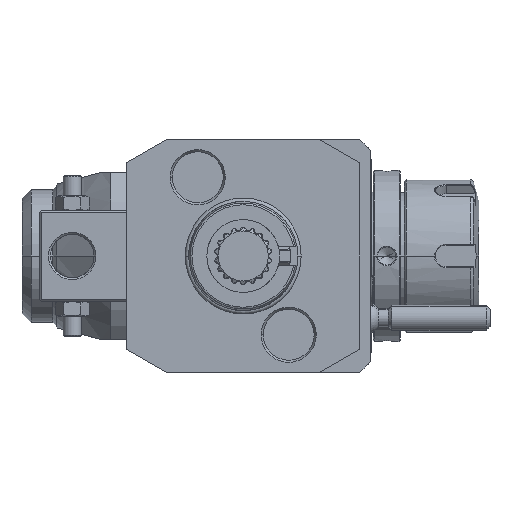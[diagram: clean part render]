
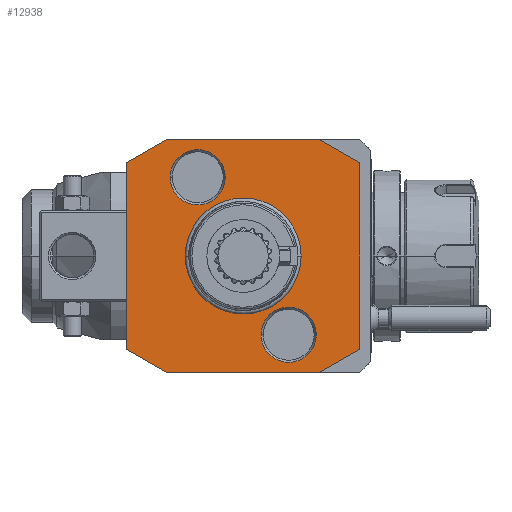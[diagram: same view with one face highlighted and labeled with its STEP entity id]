
A CAD part, front view. The second image highlights one B-rep face of the part: STEP entity #12938.
In plain terms, the highlighted planar face has unit normal (0, -1, 0).
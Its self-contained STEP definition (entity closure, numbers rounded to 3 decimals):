
#1=DIRECTION('',(0.866,0.,-0.5));
#2=VECTOR('',#1,12.702);
#3=CARTESIAN_POINT('',(21.,0.,32.));
#4=LINE('',#3,#2);
#5=DIRECTION('',(0.,0.,1.));
#6=VECTOR('',#5,51.298);
#7=CARTESIAN_POINT('',(32.,0.,-25.649));
#8=LINE('',#7,#6);
#9=DIRECTION('',(-0.866,0.,-0.5));
#10=VECTOR('',#9,12.702);
#11=CARTESIAN_POINT('',(32.,0.,-25.649));
#12=LINE('',#11,#10);
#13=DIRECTION('',(1.,0.,0.));
#14=VECTOR('',#13,42.);
#15=CARTESIAN_POINT('',(-21.,0.,-32.));
#16=LINE('',#15,#14);
#17=DIRECTION('',(0.866,0.,-0.5));
#18=VECTOR('',#17,12.702);
#19=CARTESIAN_POINT('',(-32.,0.,-25.649));
#20=LINE('',#19,#18);
#21=DIRECTION('',(0.,0.,-1.));
#22=VECTOR('',#21,51.298);
#23=CARTESIAN_POINT('',(-32.,0.,25.649));
#24=LINE('',#23,#22);
#25=DIRECTION('',(-0.866,0.,-0.5));
#26=VECTOR('',#25,12.702);
#27=CARTESIAN_POINT('',(-21.,0.,32.));
#28=LINE('',#27,#26);
#29=DIRECTION('',(-1.,0.,0.));
#30=VECTOR('',#29,42.);
#31=CARTESIAN_POINT('',(21.,0.,32.));
#32=LINE('',#31,#30);
#33=CARTESIAN_POINT('',(-12.5,0.,21.651));
#34=DIRECTION('',(0.,1.,0.));
#35=DIRECTION('',(1.,0.,0.));
#36=AXIS2_PLACEMENT_3D('',#33,#34,#35);
#38=CARTESIAN_POINT('',(-12.5,0.,21.651));
#39=DIRECTION('',(0.,1.,0.));
#40=DIRECTION('',(-1.,0.,0.));
#41=AXIS2_PLACEMENT_3D('',#38,#39,#40);
#43=CARTESIAN_POINT('',(12.5,0.,-21.651));
#44=DIRECTION('',(0.,1.,0.));
#45=DIRECTION('',(-1.,0.,0.));
#46=AXIS2_PLACEMENT_3D('',#43,#44,#45);
#48=CARTESIAN_POINT('',(12.5,0.,-21.651));
#49=DIRECTION('',(0.,1.,0.));
#50=DIRECTION('',(1.,0.,0.));
#51=AXIS2_PLACEMENT_3D('',#48,#49,#50);
#7066=CARTESIAN_POINT('',(0.,0.,0.));
#7067=DIRECTION('',(0.,-1.,0.));
#7068=DIRECTION('',(1.,0.,0.));
#7069=AXIS2_PLACEMENT_3D('',#7066,#7067,#7068);
#7071=CARTESIAN_POINT('',(0.,0.,0.));
#7072=DIRECTION('',(0.,-1.,0.));
#7073=DIRECTION('',(-1.,0.,0.));
#7074=AXIS2_PLACEMENT_3D('',#7071,#7072,#7073);
#11548=CARTESIAN_POINT('',(-4.923,0.,21.651));
#11549=CARTESIAN_POINT('',(-20.077,0.,21.651));
#11550=VERTEX_POINT('',#11548);
#11551=VERTEX_POINT('',#11549);
#11660=CARTESIAN_POINT('',(4.923,0.,-21.651));
#11661=CARTESIAN_POINT('',(20.077,0.,-21.651));
#11662=VERTEX_POINT('',#11660);
#11663=VERTEX_POINT('',#11661);
#12510=CARTESIAN_POINT('',(-21.,0.,32.));
#12511=CARTESIAN_POINT('',(-32.,0.,25.649));
#12512=VERTEX_POINT('',#12510);
#12513=VERTEX_POINT('',#12511);
#12514=CARTESIAN_POINT('',(-32.,0.,-25.649));
#12515=VERTEX_POINT('',#12514);
#12516=CARTESIAN_POINT('',(-21.,0.,-32.));
#12517=VERTEX_POINT('',#12516);
#12557=CARTESIAN_POINT('',(21.,0.,32.));
#12558=CARTESIAN_POINT('',(32.,0.,25.649));
#12559=VERTEX_POINT('',#12557);
#12560=VERTEX_POINT('',#12558);
#12561=CARTESIAN_POINT('',(32.,0.,-25.649));
#12562=CARTESIAN_POINT('',(21.,0.,-32.));
#12563=VERTEX_POINT('',#12561);
#12564=VERTEX_POINT('',#12562);
#12749=CARTESIAN_POINT('',(15.783,0.,0.));
#12750=CARTESIAN_POINT('',(-15.783,0.,0.));
#12751=VERTEX_POINT('',#12749);
#12752=VERTEX_POINT('',#12750);
#12897=CARTESIAN_POINT('',(0.,0.,0.));
#12898=DIRECTION('',(0.,-1.,0.));
#12899=DIRECTION('',(-1.,0.,0.));
#12900=AXIS2_PLACEMENT_3D('',#12897,#12898,#12899);
#12901=PLANE('',#12900);
#12903=ORIENTED_EDGE('',*,*,#12902,.T.);
#12905=ORIENTED_EDGE('',*,*,#12904,.F.);
#12907=ORIENTED_EDGE('',*,*,#12906,.T.);
#12909=ORIENTED_EDGE('',*,*,#12908,.F.);
#12911=ORIENTED_EDGE('',*,*,#12910,.F.);
#12913=ORIENTED_EDGE('',*,*,#12912,.F.);
#12915=ORIENTED_EDGE('',*,*,#12914,.F.);
#12917=ORIENTED_EDGE('',*,*,#12916,.F.);
#12918=EDGE_LOOP('',(#12903,#12905,#12907,#12909,#12911,#12913,#12915,#12917));
#12919=FACE_OUTER_BOUND('',#12918,.F.);
#12921=ORIENTED_EDGE('',*,*,#12920,.T.);
#12923=ORIENTED_EDGE('',*,*,#12922,.T.);
#12924=EDGE_LOOP('',(#12921,#12923));
#12925=FACE_BOUND('',#12924,.F.);
#12927=ORIENTED_EDGE('',*,*,#12926,.F.);
#12929=ORIENTED_EDGE('',*,*,#12928,.F.);
#12930=EDGE_LOOP('',(#12927,#12929));
#12931=FACE_BOUND('',#12930,.F.);
#12933=ORIENTED_EDGE('',*,*,#12932,.F.);
#12935=ORIENTED_EDGE('',*,*,#12934,.F.);
#12936=EDGE_LOOP('',(#12933,#12935));
#12937=FACE_BOUND('',#12936,.F.);
#37=CIRCLE('',#36,7.577);
#42=CIRCLE('',#41,7.577);
#47=CIRCLE('',#46,7.577);
#52=CIRCLE('',#51,7.577);
#7070=CIRCLE('',#7069,15.783);
#7075=CIRCLE('',#7074,15.783);
#12902=EDGE_CURVE('',#12559,#12560,#4,.T.);
#12904=EDGE_CURVE('',#12563,#12560,#8,.T.);
#12906=EDGE_CURVE('',#12563,#12564,#12,.T.);
#12908=EDGE_CURVE('',#12517,#12564,#16,.T.);
#12910=EDGE_CURVE('',#12515,#12517,#20,.T.);
#12912=EDGE_CURVE('',#12513,#12515,#24,.T.);
#12914=EDGE_CURVE('',#12512,#12513,#28,.T.);
#12916=EDGE_CURVE('',#12559,#12512,#32,.T.);
#12920=EDGE_CURVE('',#12751,#12752,#7070,.T.);
#12922=EDGE_CURVE('',#12752,#12751,#7075,.T.);
#12926=EDGE_CURVE('',#11550,#11551,#37,.T.);
#12928=EDGE_CURVE('',#11551,#11550,#42,.T.);
#12932=EDGE_CURVE('',#11662,#11663,#47,.T.);
#12934=EDGE_CURVE('',#11663,#11662,#52,.T.);
#12938=ADVANCED_FACE('',(#12919,#12925,#12931,#12937),#12901,.T.);
